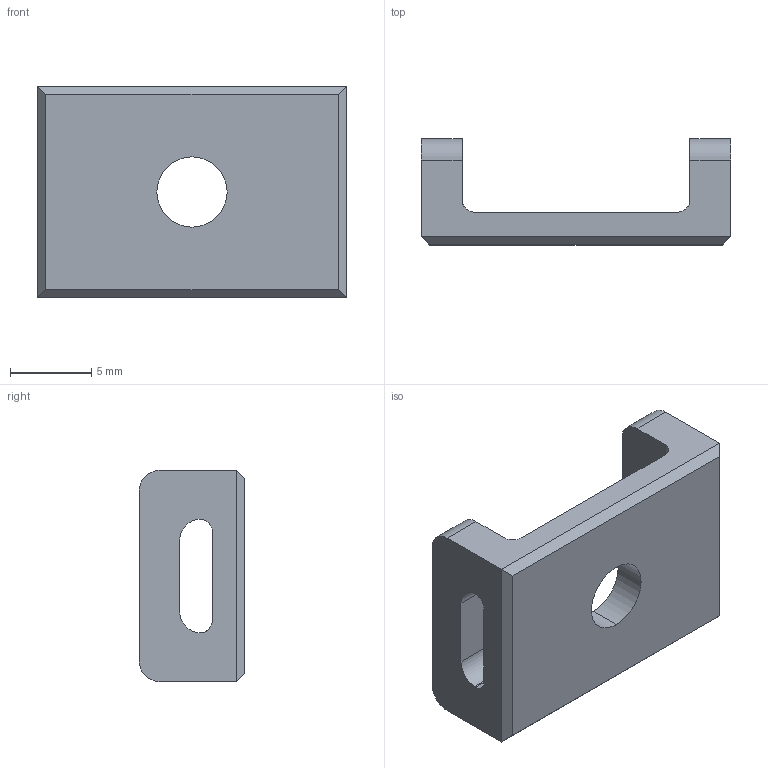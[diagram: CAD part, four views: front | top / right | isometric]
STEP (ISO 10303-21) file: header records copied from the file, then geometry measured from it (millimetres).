
FILE_DESCRIPTION (( 'STEP AP214' ), '1' );
FILE_NAME ('ZipTie Anchor.STEP', '2023-01-06T18:27:33', ( '' ), ( '' ), 'SwSTEP 2.0', 'SolidWorks 2022', '' );
FILE_SCHEMA (( 'AUTOMOTIVE_DESIGN' ));
Length unit declared in the file: millimetre
Products named in the file (1): ZipTie Anchor
Bounding box: 19 x 6.5 x 13 mm (x, y, z)
Volume: 682.2 mm3; surface area: 896.7 mm2
Topology: 1 solids, 1 shells, 36 faces, 102 edges, 66 vertices
Faces by surface type: cylinder 20, plane 16
Entity records: 1218 total; most frequent: CARTESIAN_POINT 217, DIRECTION 206, ORIENTED_EDGE 204, EDGE_CURVE 102, AXIS2_PLACEMENT_3D 71, VERTEX_POINT 66, LINE 64, VECTOR 64
